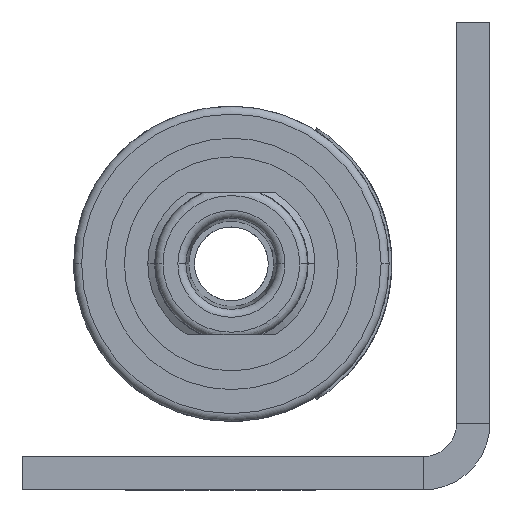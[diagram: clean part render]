
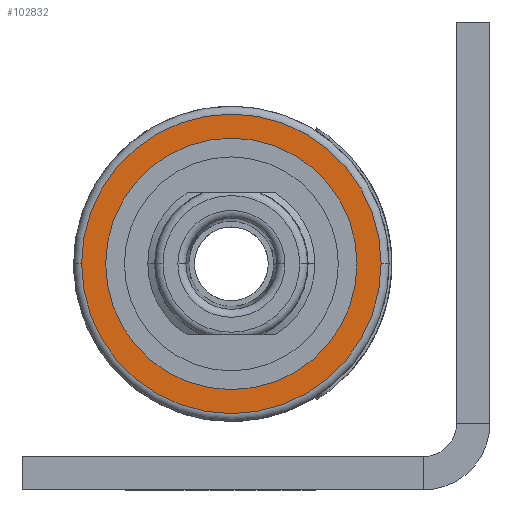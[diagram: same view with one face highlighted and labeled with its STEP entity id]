
A CAD part, left-side view. The second image highlights one B-rep face of the part: STEP entity #102832.
In plain terms, the highlighted planar face has unit normal (-1, 0, 0).
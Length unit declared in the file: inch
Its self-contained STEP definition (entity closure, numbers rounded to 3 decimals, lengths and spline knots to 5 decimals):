
#1316 = EDGE_LOOP ( 'NONE', ( #88778, #102633 ) ) ;
#2979 = CIRCLE ( 'NONE', #65901, 0.56 ) ;
#3952 = DIRECTION ( 'NONE',  ( -1., 0., 0. ) ) ;
#5131 = CARTESIAN_POINT ( 'NONE',  ( -0.53, 0., 0.56 ) ) ;
#7414 = VERTEX_POINT ( 'NONE', #42219 ) ;
#7511 = CARTESIAN_POINT ( 'NONE',  ( -0.53, 0.47, 0. ) ) ;
#8523 = EDGE_LOOP ( 'NONE', ( #54896, #24310 ) ) ;
#11909 = CARTESIAN_POINT ( 'NONE',  ( -0.53, 0., 0. ) ) ;
#12347 = AXIS2_PLACEMENT_3D ( 'NONE', #7511, #25540, #77859 ) ;
#17919 = EDGE_CURVE ( 'NONE', #85824, #70474, #2979, .T. ) ;
#19024 = CARTESIAN_POINT ( 'NONE',  ( -0.53, 0., 0. ) ) ;
#23860 = DIRECTION ( 'NONE',  ( -1., 0., 0. ) ) ;
#24310 = ORIENTED_EDGE ( 'NONE', *, *, #85780, .F. ) ;
#25540 = DIRECTION ( 'NONE',  ( 1., 0., 0. ) ) ;
#27267 = AXIS2_PLACEMENT_3D ( 'NONE', #11909, #3952, #46228 ) ;
#31303 = VERTEX_POINT ( 'NONE', #80887 ) ;
#33680 = DIRECTION ( 'NONE',  ( -1., 0., 0. ) ) ;
#37053 = AXIS2_PLACEMENT_3D ( 'NONE', #94373, #33680, #102264 ) ;
#41876 = DIRECTION ( 'NONE',  ( 0., 0., 1. ) ) ;
#42219 = CARTESIAN_POINT ( 'NONE',  ( -0.53, 0., -0.47 ) ) ;
#46228 = DIRECTION ( 'NONE',  ( 0., 0., 1. ) ) ;
#51411 = FACE_BOUND ( 'NONE', #8523, .T. ) ;
#54896 = ORIENTED_EDGE ( 'NONE', *, *, #63736, .F. ) ;
#61849 = EDGE_CURVE ( 'NONE', #70474, #85824, #91959, .T. ) ;
#63736 = EDGE_CURVE ( 'NONE', #31303, #7414, #86925, .T. ) ;
#65901 = AXIS2_PLACEMENT_3D ( 'NONE', #76727, #23860, #41876 ) ;
#70474 = VERTEX_POINT ( 'NONE', #5131 ) ;
#76727 = CARTESIAN_POINT ( 'NONE',  ( -0.53, 0., 0. ) ) ;
#77859 = DIRECTION ( 'NONE',  ( 0., 0., -1. ) ) ;
#79639 = AXIS2_PLACEMENT_3D ( 'NONE', #19024, #87689, #94257 ) ;
#80887 = CARTESIAN_POINT ( 'NONE',  ( -0.53, 0., 0.47 ) ) ;
#85547 = CIRCLE ( 'NONE', #37053, 0.47 ) ;
#85751 = FACE_OUTER_BOUND ( 'NONE', #1316, .T. ) ;
#85780 = EDGE_CURVE ( 'NONE', #7414, #31303, #85547, .T. ) ;
#85824 = VERTEX_POINT ( 'NONE', #91006 ) ;
#86330 = PLANE ( 'NONE',  #12347 ) ;
#86925 = CIRCLE ( 'NONE', #79639, 0.47 ) ;
#87689 = DIRECTION ( 'NONE',  ( -1., 0., 0. ) ) ;
#88778 = ORIENTED_EDGE ( 'NONE', *, *, #61849, .T. ) ;
#91006 = CARTESIAN_POINT ( 'NONE',  ( -0.53, 0., -0.56 ) ) ;
#91959 = CIRCLE ( 'NONE', #27267, 0.56 ) ;
#94257 = DIRECTION ( 'NONE',  ( 0., 0., 1. ) ) ;
#94373 = CARTESIAN_POINT ( 'NONE',  ( -0.53, 0., 0. ) ) ;
#102264 = DIRECTION ( 'NONE',  ( 0., 0., 1. ) ) ;
#102633 = ORIENTED_EDGE ( 'NONE', *, *, #17919, .T. ) ;
#102832 = ADVANCED_FACE ( 'NONE', ( #51411, #85751 ), #86330, .F. ) ;
